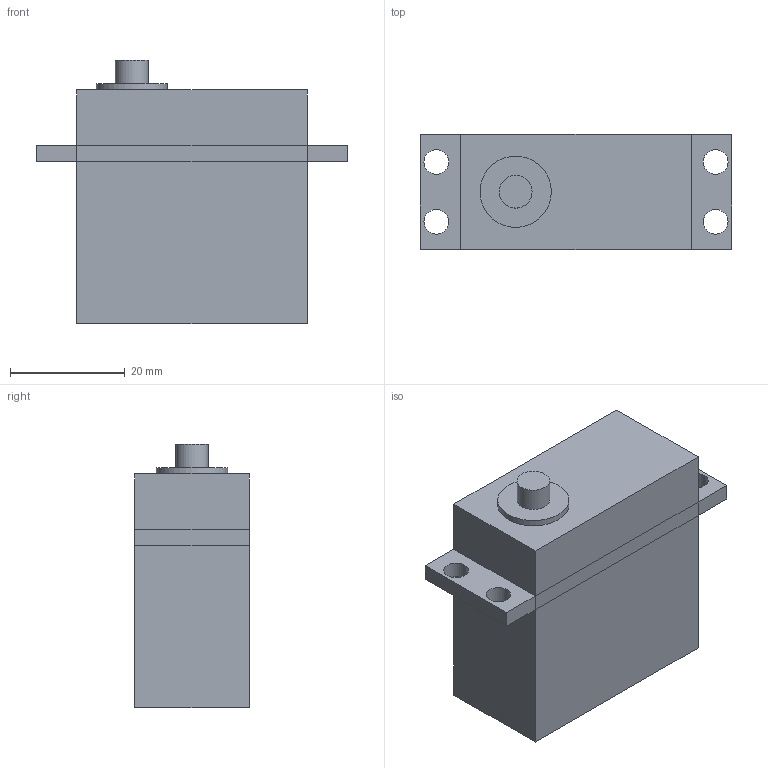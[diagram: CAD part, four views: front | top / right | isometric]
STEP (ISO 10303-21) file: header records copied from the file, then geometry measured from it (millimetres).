
FILE_DESCRIPTION(('FreeCAD Model'),'2;1');
FILE_NAME('Open CASCADE Shape Model','2022-07-09T01:11:15',('Author'),( ''),'Open CASCADE STEP processor 7.5','FreeCAD','Unknown');
FILE_SCHEMA(('AUTOMOTIVE_DESIGN { 1 0 10303 214 1 1 1 1 }'));
Length unit declared in the file: millimetre
Products named in the file (1): Pad023
Bounding box: 54.2 x 20 x 45.9 mm (x, y, z)
Volume: 33528.2 mm3; surface area: 7298.7 mm2
Topology: 1 solids, 1 shells, 30 faces, 62 edges, 36 vertices
Faces by surface type: plane 24, cylinder 6
Full cylindrical faces by diameter (mm): 4.3 x4, 5.7 x1, 12.4 x1
Entity records: 1612 total; most frequent: CARTESIAN_POINT 273, DIRECTION 250, LINE 154, VECTOR 154, ORIENTED_EDGE 124, PCURVE 124, DEFINITIONAL_REPRESENTATION 124, EDGE_CURVE 62
